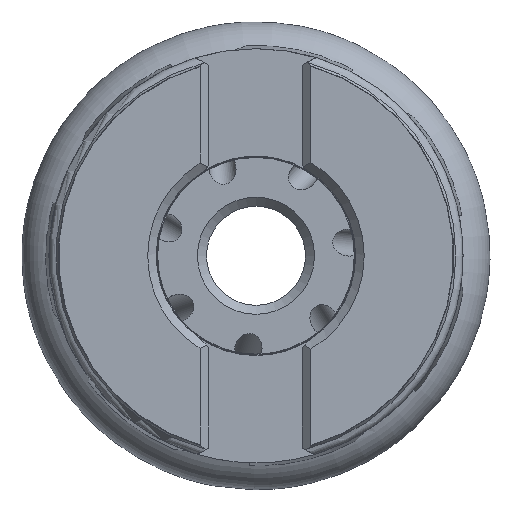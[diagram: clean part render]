
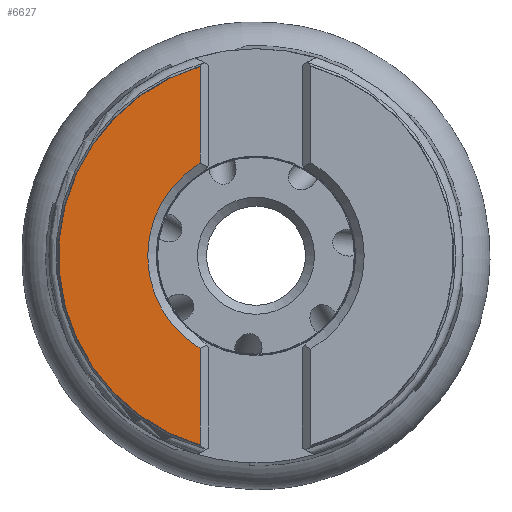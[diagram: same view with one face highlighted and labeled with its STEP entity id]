
A CAD part, left-side view. The second image highlights one B-rep face of the part: STEP entity #6627.
In plain terms, the highlighted planar face has unit normal (-1, 0, 0).
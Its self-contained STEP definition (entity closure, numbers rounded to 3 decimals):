
#1 = DIRECTION ( 'NONE',  ( -1., 0., 0. ) ) ;
#295 = DIRECTION ( 'NONE',  ( 0., 0., 1. ) ) ;
#342 = ORIENTED_EDGE ( 'NONE', *, *, #3161, .F. ) ;
#660 = VECTOR ( 'NONE', #295, 1000. ) ;
#1159 = AXIS2_PLACEMENT_3D ( 'NONE', #3672, #1, #4302 ) ;
#1481 = PLANE ( 'NONE',  #6507 ) ;
#1521 = CIRCLE ( 'NONE', #1159, 21.922 ) ;
#1539 = CARTESIAN_POINT ( 'NONE',  ( -48.85, 6.207, -21.363 ) ) ;
#1654 = EDGE_CURVE ( 'NONE', #5770, #2979, #7231, .T. ) ;
#1715 = CARTESIAN_POINT ( 'NONE',  ( -48.85, 6.207, 21.025 ) ) ;
#2074 = DIRECTION ( 'NONE',  ( 0., 0., -1. ) ) ;
#2184 = CARTESIAN_POINT ( 'NONE',  ( -48.85, 6.207, 10.299 ) ) ;
#2688 = CARTESIAN_POINT ( 'NONE',  ( -48.85, 0., 0. ) ) ;
#2967 = CARTESIAN_POINT ( 'NONE',  ( -48.85, 6.207, 21.189 ) ) ;
#2979 = VERTEX_POINT ( 'NONE', #1715 ) ;
#3161 = EDGE_CURVE ( 'NONE', #5770, #4046, #7891, .T. ) ;
#3482 = DIRECTION ( 'NONE',  ( -1., 0., 0. ) ) ;
#3577 = DIRECTION ( 'NONE',  ( 0., 0., 1. ) ) ;
#3649 = FACE_OUTER_BOUND ( 'NONE', #4159, .T. ) ;
#3665 = ORIENTED_EDGE ( 'NONE', *, *, #1654, .T. ) ;
#3672 = CARTESIAN_POINT ( 'NONE',  ( -48.85, 0., 0. ) ) ;
#3918 = VECTOR ( 'NONE', #3577, 1000. ) ;
#4046 = VERTEX_POINT ( 'NONE', #4108 ) ;
#4108 = CARTESIAN_POINT ( 'NONE',  ( -48.85, 6.207, -10.299 ) ) ;
#4128 = LINE ( 'NONE', #1539, #660 ) ;
#4159 = EDGE_LOOP ( 'NONE', ( #3665, #7953, #4558, #342 ) ) ;
#4302 = DIRECTION ( 'NONE',  ( 0., 0., -1. ) ) ;
#4558 = ORIENTED_EDGE ( 'NONE', *, *, #7785, .T. ) ;
#5770 = VERTEX_POINT ( 'NONE', #2184 ) ;
#5806 = DIRECTION ( 'NONE',  ( 1., 0., 0. ) ) ;
#6008 = CARTESIAN_POINT ( 'NONE',  ( -48.85, 6.207, -21.025 ) ) ;
#6430 = EDGE_CURVE ( 'NONE', #2979, #7006, #1521, .T. ) ;
#6507 = AXIS2_PLACEMENT_3D ( 'NONE', #2688, #5806, #2074 ) ;
#6627 = ADVANCED_FACE ( 'NONE', ( #3649 ), #1481, .F. ) ;
#7006 = VERTEX_POINT ( 'NONE', #6008 ) ;
#7104 = AXIS2_PLACEMENT_3D ( 'NONE', #7205, #3482, #7827 ) ;
#7205 = CARTESIAN_POINT ( 'NONE',  ( -48.85, 0., 0. ) ) ;
#7231 = LINE ( 'NONE', #2967, #3918 ) ;
#7785 = EDGE_CURVE ( 'NONE', #7006, #4046, #4128, .T. ) ;
#7827 = DIRECTION ( 'NONE',  ( 0., 0., -1. ) ) ;
#7891 = CIRCLE ( 'NONE', #7104, 12.025 ) ;
#7953 = ORIENTED_EDGE ( 'NONE', *, *, #6430, .T. ) ;
